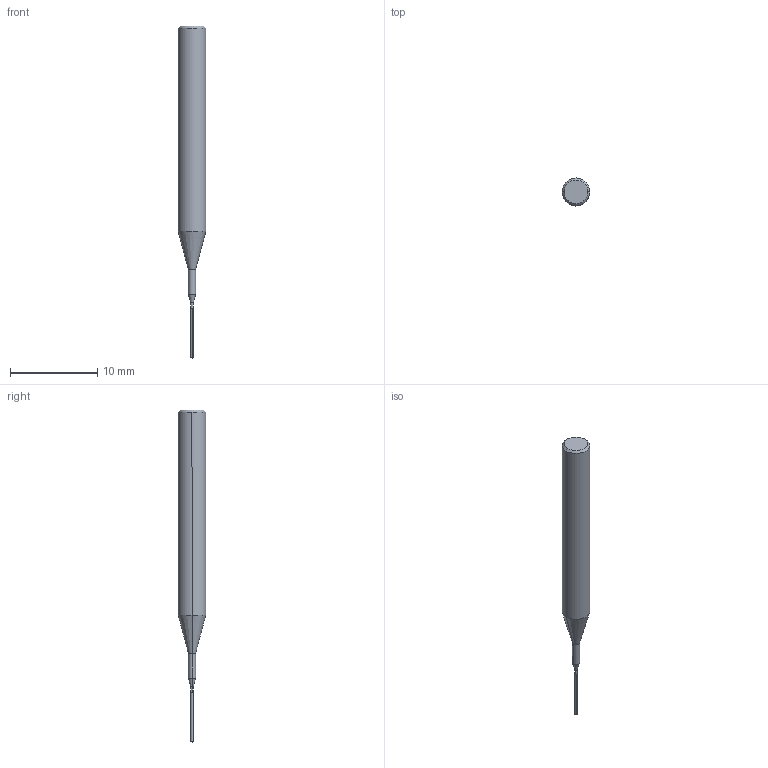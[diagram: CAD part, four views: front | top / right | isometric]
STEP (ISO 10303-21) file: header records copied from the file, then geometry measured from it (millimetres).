
FILE_DESCRIPTION (( 'STEP AP203' ), '1' );
FILE_NAME ('07100.STEP', '2024-04-19T13:29:58', ( '' ), ( '' ), 'SwSTEP 2.0', 'SolidWorks 2023', '' );
FILE_SCHEMA (( 'CONFIG_CONTROL_DESIGN' ));
Length unit declared in the file: inch
Products named in the file (1): 07100
Bounding box: 3.17 x 3.17 x 38.1 mm (x, y, z)
Volume: 203.8 mm3; surface area: 285.3 mm2
Topology: 2 solids, 2 shells, 21 faces, 40 edges, 21 vertices
Faces by surface type: cone 10, cylinder 8, plane 3
Entity records: 585 total; most frequent: DIRECTION 102, CARTESIAN_POINT 81, ORIENTED_EDGE 76, AXIS2_PLACEMENT_3D 42, EDGE_CURVE 38, FACE_OUTER_BOUND 21, ADVANCED_FACE 21, EDGE_LOOP 21
